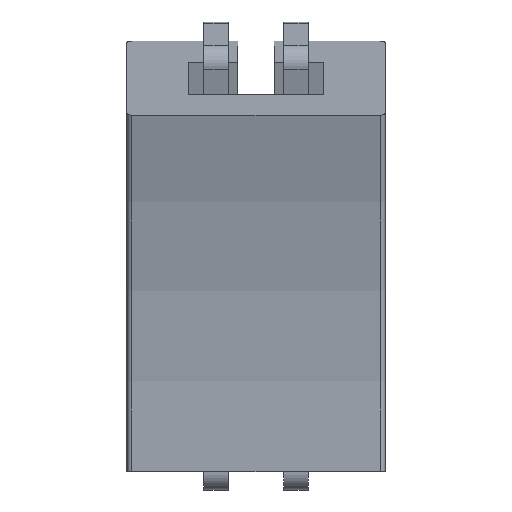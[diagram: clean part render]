
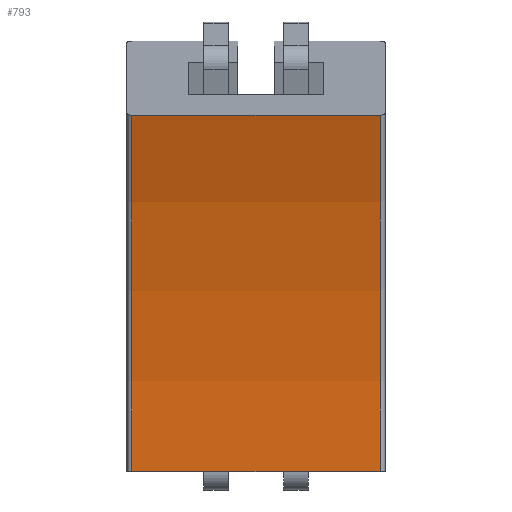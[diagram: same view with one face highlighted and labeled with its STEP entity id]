
A CAD part, left-side view. The second image highlights one B-rep face of the part: STEP entity #793.
In plain terms, the highlighted cylindrical face has radius 848.16 mm (diameter 1696.32 mm), a partial arc.
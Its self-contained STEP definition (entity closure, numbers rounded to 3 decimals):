
#46=LINE('',#1245,#110);
#56=LINE('',#1275,#120);
#110=VECTOR('',#976,10.);
#120=VECTOR('',#1000,10.);
#172=CYLINDRICAL_SURFACE('',#866,848.16);
#197=FACE_OUTER_BOUND('',#243,.T.);
#243=EDGE_LOOP('',(#573,#574,#575,#576));
#298=CIRCLE('',#864,848.16);
#300=CIRCLE('',#867,848.16);
#352=VERTEX_POINT('',#1242);
#353=VERTEX_POINT('',#1244);
#365=VERTEX_POINT('',#1269);
#366=VERTEX_POINT('',#1274);
#434=EDGE_CURVE('',#353,#352,#46,.T.);
#447=EDGE_CURVE('',#365,#352,#298,.T.);
#449=EDGE_CURVE('',#366,#365,#56,.T.);
#450=EDGE_CURVE('',#353,#366,#300,.T.);
#573=ORIENTED_EDGE('',*,*,#447,.F.);
#574=ORIENTED_EDGE('',*,*,#449,.F.);
#575=ORIENTED_EDGE('',*,*,#450,.F.);
#576=ORIENTED_EDGE('',*,*,#434,.T.);
#793=ADVANCED_FACE('',(#197),#172,.F.);
#864=AXIS2_PLACEMENT_3D('',#1271,#994,#995);
#866=AXIS2_PLACEMENT_3D('',#1273,#998,#999);
#867=AXIS2_PLACEMENT_3D('',#1276,#1001,#1002);
#976=DIRECTION('',(0.,-1.,0.));
#994=DIRECTION('center_axis',(0.,1.,0.));
#995=DIRECTION('ref_axis',(0.985,0.,0.174));
#998=DIRECTION('center_axis',(0.,-1.,0.));
#999=DIRECTION('ref_axis',(1.,0.,0.));
#1000=DIRECTION('',(0.,-1.,0.));
#1001=DIRECTION('center_axis',(0.,-1.,0.));
#1002=DIRECTION('ref_axis',(0.985,0.,0.174));
#1242=CARTESIAN_POINT('',(-151.84,-100.41,0.));
#1244=CARTESIAN_POINT('',(-151.84,101.59,0.));
#1245=CARTESIAN_POINT('',(-151.84,105.59,0.));
#1269=CARTESIAN_POINT('',(-202.99,-100.41,290.088));
#1271=CARTESIAN_POINT('Origin',(-1000.,-100.41,0.));
#1273=CARTESIAN_POINT('Origin',(-1000.,0.59,0.));
#1274=CARTESIAN_POINT('',(-202.99,101.59,290.088));
#1275=CARTESIAN_POINT('',(-202.99,105.59,290.088));
#1276=CARTESIAN_POINT('Origin',(-1000.,101.59,0.));
